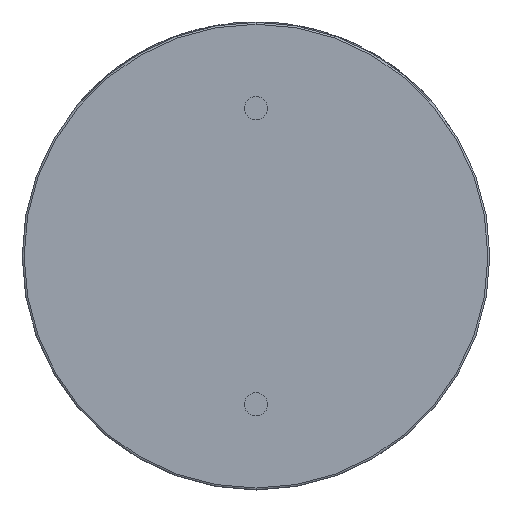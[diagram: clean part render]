
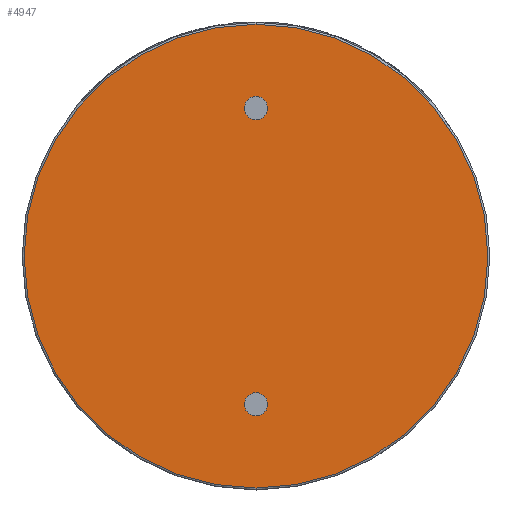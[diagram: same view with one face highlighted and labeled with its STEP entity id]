
A CAD part, front view. The second image highlights one B-rep face of the part: STEP entity #4947.
In plain terms, the highlighted planar face has unit normal (0, -1, 0).
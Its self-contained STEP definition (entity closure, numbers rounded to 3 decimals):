
#266 = CARTESIAN_POINT ( 'NONE',  ( 0., 0., 0. ) ) ;
#544 = CIRCLE ( 'NONE', #7933, 5.95 ) ;
#621 = EDGE_CURVE ( 'NONE', #5583, #2888, #9288, .T. ) ;
#855 = ORIENTED_EDGE ( 'NONE', *, *, #5656, .T. ) ;
#1047 = DIRECTION ( 'NONE',  ( 0., 0., -1. ) ) ;
#1064 = DIRECTION ( 'NONE',  ( 0., -1., 0. ) ) ;
#2498 = FACE_OUTER_BOUND ( 'NONE', #7471, .T. ) ;
#2888 = VERTEX_POINT ( 'NONE', #10032 ) ;
#3423 = DIRECTION ( 'NONE',  ( 0., 0., -1. ) ) ;
#4947 = ADVANCED_FACE ( 'NONE', ( #2498 ), #7991, .T. ) ;
#5448 = CARTESIAN_POINT ( 'NONE',  ( 0., 0., -5.95 ) ) ;
#5583 = VERTEX_POINT ( 'NONE', #5448 ) ;
#5656 = EDGE_CURVE ( 'NONE', #2888, #5583, #544, .T. ) ;
#5751 = DIRECTION ( 'NONE',  ( 0., -1., 0. ) ) ;
#5769 = CARTESIAN_POINT ( 'NONE',  ( 0., 0., 0. ) ) ;
#6568 = DIRECTION ( 'NONE',  ( 0., 0., -1. ) ) ;
#7348 = CARTESIAN_POINT ( 'NONE',  ( 0., 0., 0. ) ) ;
#7471 = EDGE_LOOP ( 'NONE', ( #7882, #855 ) ) ;
#7882 = ORIENTED_EDGE ( 'NONE', *, *, #621, .T. ) ;
#7933 = AXIS2_PLACEMENT_3D ( 'NONE', #266, #5751, #1047 ) ;
#7991 = PLANE ( 'NONE',  #8656 ) ;
#8131 = DIRECTION ( 'NONE',  ( 0., -1., 0. ) ) ;
#8259 = AXIS2_PLACEMENT_3D ( 'NONE', #5769, #1064, #6568 ) ;
#8656 = AXIS2_PLACEMENT_3D ( 'NONE', #7348, #8131, #3423 ) ;
#9288 = CIRCLE ( 'NONE', #8259, 5.95 ) ;
#10032 = CARTESIAN_POINT ( 'NONE',  ( 0., 0., 5.95 ) ) ;
